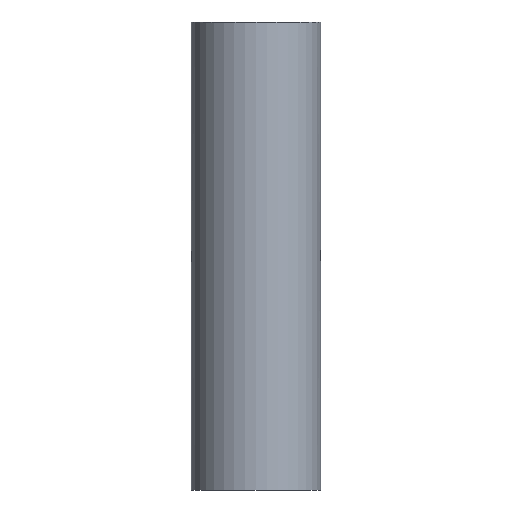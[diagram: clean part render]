
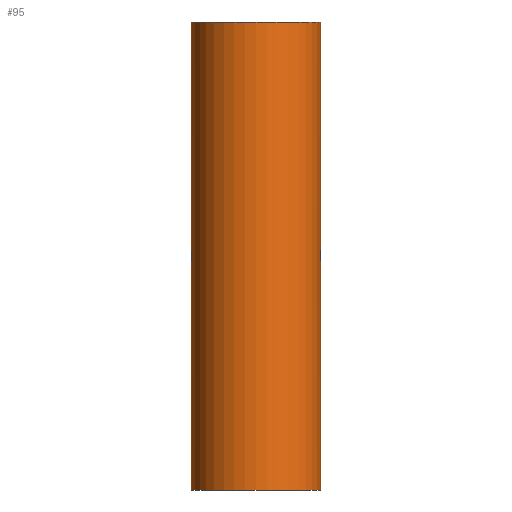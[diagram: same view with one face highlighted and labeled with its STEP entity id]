
A CAD part, left-side view. The second image highlights one B-rep face of the part: STEP entity #95.
In plain terms, the highlighted cylindrical face has radius 21.082 mm (diameter 42.164 mm), a full revolution.
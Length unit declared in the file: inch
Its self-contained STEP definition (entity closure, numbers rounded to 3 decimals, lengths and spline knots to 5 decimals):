
#17=CIRCLE('',#122,0.83);
#18=CIRCLE('',#123,0.83);
#23=FACE_BOUND('',#42,.T.);
#24=FACE_BOUND('',#43,.T.);
#25=FACE_BOUND('',#44,.T.);
#33=FACE_OUTER_BOUND('',#41,.T.);
#41=EDGE_LOOP('',(#77));
#42=EDGE_LOOP('',(#78));
#43=EDGE_LOOP('',(#79));
#44=EDGE_LOOP('',(#80));
#54=B_SPLINE_CURVE_WITH_KNOTS('',3,(#189,#190,#191,#192,#193,#194,#195,
#196,#197,#198,#199,#200,#201,#202,#203,#204,#205,#206,#207,#208,#209,#210,
#211,#212,#213,#214,#215,#216,#217,#218,#219,#220,#221,#222),
 .UNSPECIFIED.,.T.,.F.,(4,2,2,2,2,2,2,2,2,2,2,2,2,2,2,2,4),(-1.48255,
-1.38989,-1.29723,-1.20457,-1.11191,
-1.01925,-0.92659,-0.83393,-0.74127,
-0.64862,-0.55596,-0.4633,-0.37064,
-0.27798,-0.18532,-0.09266,0.),
 .UNSPECIFIED.);
#55=B_SPLINE_CURVE_WITH_KNOTS('',3,(#225,#226,#227,#228,#229,#230,#231,
#232,#233,#234,#235,#236,#237,#238,#239,#240,#241,#242,#243,#244,#245,#246,
#247,#248,#249,#250,#251,#252,#253,#254,#255,#256,#257,#258),
 .UNSPECIFIED.,.T.,.F.,(4,2,2,2,2,2,2,2,2,2,2,2,2,2,2,2,4),(0.,0.09266,
0.18532,0.27798,0.37064,0.4633,0.55596,
0.64862,0.74127,0.83393,0.92659,1.01925,
1.11191,1.20457,1.29723,1.38989,1.48255),
 .UNSPECIFIED.);
#58=VERTEX_POINT('',#188);
#59=VERTEX_POINT('',#224);
#61=VERTEX_POINT('',#295);
#62=VERTEX_POINT('',#297);
#66=EDGE_CURVE('',#58,#58,#54,.T.);
#67=EDGE_CURVE('',#59,#59,#55,.T.);
#69=EDGE_CURVE('',#61,#61,#17,.T.);
#70=EDGE_CURVE('',#62,#62,#18,.T.);
#77=ORIENTED_EDGE('',*,*,#69,.T.);
#78=ORIENTED_EDGE('',*,*,#66,.T.);
#79=ORIENTED_EDGE('',*,*,#70,.F.);
#80=ORIENTED_EDGE('',*,*,#67,.T.);
#91=CYLINDRICAL_SURFACE('',#121,0.83);
#95=ADVANCED_FACE('',(#33,#23,#24,#25),#91,.T.);
#121=AXIS2_PLACEMENT_3D('',#294,#135,#136);
#122=AXIS2_PLACEMENT_3D('',#296,#137,#138);
#123=AXIS2_PLACEMENT_3D('',#298,#139,#140);
#135=DIRECTION('center_axis',(0.,0.,
1.));
#136=DIRECTION('ref_axis',(1.,0.,0.));
#137=DIRECTION('center_axis',(0.,0.,
1.));
#138=DIRECTION('ref_axis',(1.,0.,0.));
#139=DIRECTION('center_axis',(0.,0.,
1.));
#140=DIRECTION('ref_axis',(1.,0.,0.));
#188=CARTESIAN_POINT('',(-0.83,0.,-2.90325));
#189=CARTESIAN_POINT('Ctrl Pts',(-0.73325,0.00566,
-3.));
#190=CARTESIAN_POINT('Ctrl Pts',(-0.73325,0.00566,
-3.01216));
#191=CARTESIAN_POINT('Ctrl Pts',(-0.73568,0.00536,
-3.02512));
#192=CARTESIAN_POINT('Ctrl Pts',(-0.74556,0.00429,
-3.04896));
#193=CARTESIAN_POINT('Ctrl Pts',(-0.753,0.00353,
-3.05983));
#194=CARTESIAN_POINT('Ctrl Pts',(-0.77017,0.00211,
-3.077));
#195=CARTESIAN_POINT('Ctrl Pts',(-0.78104,0.00136,
-3.08444));
#196=CARTESIAN_POINT('Ctrl Pts',(-0.80488,0.00029,
-3.09432));
#197=CARTESIAN_POINT('Ctrl Pts',(-0.81784,0.,
-3.09675));
#198=CARTESIAN_POINT('Ctrl Pts',(-0.84216,0.,
-3.09675));
#199=CARTESIAN_POINT('Ctrl Pts',(-0.85512,0.00029,
-3.09432));
#200=CARTESIAN_POINT('Ctrl Pts',(-0.87896,0.00136,
-3.08444));
#201=CARTESIAN_POINT('Ctrl Pts',(-0.88983,0.00211,
-3.077));
#202=CARTESIAN_POINT('Ctrl Pts',(-0.907,0.00353,
-3.05983));
#203=CARTESIAN_POINT('Ctrl Pts',(-0.91444,0.00429,
-3.04896));
#204=CARTESIAN_POINT('Ctrl Pts',(-0.92432,0.00536,
-3.02512));
#205=CARTESIAN_POINT('Ctrl Pts',(-0.92675,0.00566,
-3.01216));
#206=CARTESIAN_POINT('Ctrl Pts',(-0.92675,0.00566,
-2.98784));
#207=CARTESIAN_POINT('Ctrl Pts',(-0.92432,0.00536,
-2.97488));
#208=CARTESIAN_POINT('Ctrl Pts',(-0.91444,0.00429,
-2.95104));
#209=CARTESIAN_POINT('Ctrl Pts',(-0.907,0.00353,
-2.94017));
#210=CARTESIAN_POINT('Ctrl Pts',(-0.88983,0.00211,
-2.923));
#211=CARTESIAN_POINT('Ctrl Pts',(-0.87896,0.00136,
-2.91556));
#212=CARTESIAN_POINT('Ctrl Pts',(-0.85512,0.00029,
-2.90568));
#213=CARTESIAN_POINT('Ctrl Pts',(-0.84216,0.,
-2.90325));
#214=CARTESIAN_POINT('Ctrl Pts',(-0.81784,0.,
-2.90325));
#215=CARTESIAN_POINT('Ctrl Pts',(-0.80488,0.00029,
-2.90568));
#216=CARTESIAN_POINT('Ctrl Pts',(-0.78104,0.00136,
-2.91556));
#217=CARTESIAN_POINT('Ctrl Pts',(-0.77017,0.00211,
-2.923));
#218=CARTESIAN_POINT('Ctrl Pts',(-0.753,0.00353,
-2.94017));
#219=CARTESIAN_POINT('Ctrl Pts',(-0.74556,0.00429,
-2.95104));
#220=CARTESIAN_POINT('Ctrl Pts',(-0.73568,0.00536,
-2.97488));
#221=CARTESIAN_POINT('Ctrl Pts',(-0.73325,0.00566,
-2.98784));
#222=CARTESIAN_POINT('Ctrl Pts',(-0.73325,0.00566,
-3.));
#224=CARTESIAN_POINT('',(-0.83,1.66,-2.90325));
#225=CARTESIAN_POINT('Ctrl Pts',(-0.73325,1.65434,-3.));
#226=CARTESIAN_POINT('Ctrl Pts',(-0.73325,1.65434,-2.98784));
#227=CARTESIAN_POINT('Ctrl Pts',(-0.73568,1.65464,-2.97488));
#228=CARTESIAN_POINT('Ctrl Pts',(-0.74556,1.65571,-2.95104));
#229=CARTESIAN_POINT('Ctrl Pts',(-0.753,1.65647,-2.94017));
#230=CARTESIAN_POINT('Ctrl Pts',(-0.77017,1.65789,-2.923));
#231=CARTESIAN_POINT('Ctrl Pts',(-0.78104,1.65864,-2.91556));
#232=CARTESIAN_POINT('Ctrl Pts',(-0.80488,1.65971,-2.90568));
#233=CARTESIAN_POINT('Ctrl Pts',(-0.81784,1.66,-2.90325));
#234=CARTESIAN_POINT('Ctrl Pts',(-0.84216,1.66,-2.90325));
#235=CARTESIAN_POINT('Ctrl Pts',(-0.85512,1.65971,-2.90568));
#236=CARTESIAN_POINT('Ctrl Pts',(-0.87896,1.65864,-2.91556));
#237=CARTESIAN_POINT('Ctrl Pts',(-0.88983,1.65789,-2.923));
#238=CARTESIAN_POINT('Ctrl Pts',(-0.907,1.65647,-2.94017));
#239=CARTESIAN_POINT('Ctrl Pts',(-0.91444,1.65571,-2.95104));
#240=CARTESIAN_POINT('Ctrl Pts',(-0.92432,1.65464,-2.97488));
#241=CARTESIAN_POINT('Ctrl Pts',(-0.92675,1.65434,-2.98784));
#242=CARTESIAN_POINT('Ctrl Pts',(-0.92675,1.65434,-3.01216));
#243=CARTESIAN_POINT('Ctrl Pts',(-0.92432,1.65464,-3.02512));
#244=CARTESIAN_POINT('Ctrl Pts',(-0.91444,1.65571,-3.04896));
#245=CARTESIAN_POINT('Ctrl Pts',(-0.907,1.65647,-3.05983));
#246=CARTESIAN_POINT('Ctrl Pts',(-0.88983,1.65789,-3.077));
#247=CARTESIAN_POINT('Ctrl Pts',(-0.87896,1.65864,-3.08444));
#248=CARTESIAN_POINT('Ctrl Pts',(-0.85512,1.65971,-3.09432));
#249=CARTESIAN_POINT('Ctrl Pts',(-0.84216,1.66,-3.09675));
#250=CARTESIAN_POINT('Ctrl Pts',(-0.81784,1.66,-3.09675));
#251=CARTESIAN_POINT('Ctrl Pts',(-0.80488,1.65971,-3.09432));
#252=CARTESIAN_POINT('Ctrl Pts',(-0.78104,1.65864,-3.08444));
#253=CARTESIAN_POINT('Ctrl Pts',(-0.77017,1.65789,-3.077));
#254=CARTESIAN_POINT('Ctrl Pts',(-0.753,1.65647,-3.05983));
#255=CARTESIAN_POINT('Ctrl Pts',(-0.74556,1.65571,-3.04896));
#256=CARTESIAN_POINT('Ctrl Pts',(-0.73568,1.65464,-3.02512));
#257=CARTESIAN_POINT('Ctrl Pts',(-0.73325,1.65434,-3.01216));
#258=CARTESIAN_POINT('Ctrl Pts',(-0.73325,1.65434,-3.));
#294=CARTESIAN_POINT('Origin',(-0.83,0.83,-6.));
#295=CARTESIAN_POINT('',(0.,0.83,-6.));
#296=CARTESIAN_POINT('Origin',(-0.83,0.83,-6.));
#297=CARTESIAN_POINT('',(0.,0.83,0.));
#298=CARTESIAN_POINT('Origin',(-0.83,0.83,0.));
